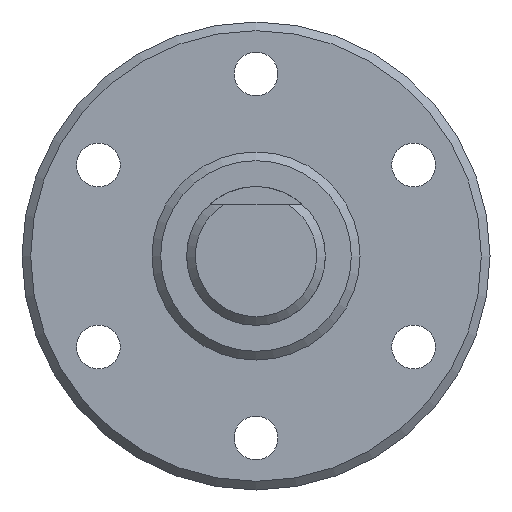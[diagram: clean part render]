
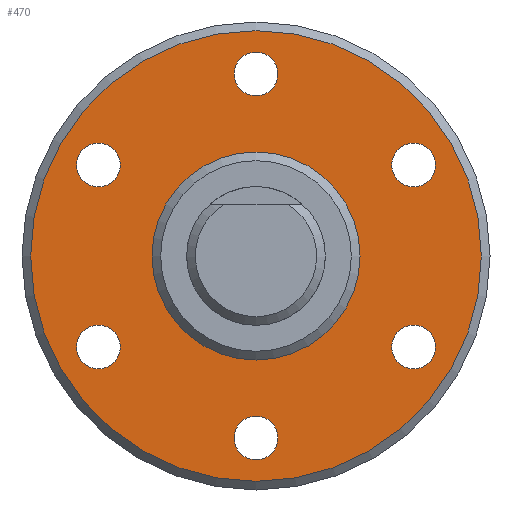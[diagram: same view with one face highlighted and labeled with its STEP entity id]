
A CAD part, left-side view. The second image highlights one B-rep face of the part: STEP entity #470.
In plain terms, the highlighted planar face has unit normal (-1, 0, 0).
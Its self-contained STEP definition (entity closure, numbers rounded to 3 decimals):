
#16=FACE_BOUND('',#98,.T.);
#17=FACE_BOUND('',#99,.T.);
#18=FACE_BOUND('',#100,.T.);
#19=FACE_BOUND('',#101,.T.);
#20=FACE_BOUND('',#102,.T.);
#21=FACE_BOUND('',#103,.T.);
#22=FACE_BOUND('',#104,.T.);
#45=PLANE('',#539);
#67=FACE_OUTER_BOUND('',#97,.T.);
#97=EDGE_LOOP('',(#385));
#98=EDGE_LOOP('',(#386));
#99=EDGE_LOOP('',(#387));
#100=EDGE_LOOP('',(#388));
#101=EDGE_LOOP('',(#389));
#102=EDGE_LOOP('',(#390));
#103=EDGE_LOOP('',(#391));
#104=EDGE_LOOP('',(#392));
#171=CIRCLE('',#498,1.265);
#173=CIRCLE('',#501,1.265);
#175=CIRCLE('',#504,1.265);
#177=CIRCLE('',#507,1.265);
#179=CIRCLE('',#510,1.265);
#181=CIRCLE('',#513,1.265);
#191=CIRCLE('',#530,6.);
#192=CIRCLE('',#533,13.);
#210=VERTEX_POINT('',#727);
#212=VERTEX_POINT('',#733);
#214=VERTEX_POINT('',#739);
#216=VERTEX_POINT('',#745);
#218=VERTEX_POINT('',#751);
#220=VERTEX_POINT('',#757);
#233=VERTEX_POINT('',#800);
#234=VERTEX_POINT('',#805);
#252=EDGE_CURVE('',#210,#210,#171,.T.);
#255=EDGE_CURVE('',#212,#212,#173,.T.);
#258=EDGE_CURVE('',#214,#214,#175,.T.);
#261=EDGE_CURVE('',#216,#216,#177,.T.);
#264=EDGE_CURVE('',#218,#218,#179,.T.);
#267=EDGE_CURVE('',#220,#220,#181,.T.);
#287=EDGE_CURVE('',#233,#233,#191,.T.);
#288=EDGE_CURVE('',#234,#234,#192,.T.);
#385=ORIENTED_EDGE('',*,*,#288,.F.);
#386=ORIENTED_EDGE('',*,*,#252,.T.);
#387=ORIENTED_EDGE('',*,*,#255,.T.);
#388=ORIENTED_EDGE('',*,*,#258,.T.);
#389=ORIENTED_EDGE('',*,*,#261,.T.);
#390=ORIENTED_EDGE('',*,*,#264,.T.);
#391=ORIENTED_EDGE('',*,*,#267,.T.);
#392=ORIENTED_EDGE('',*,*,#287,.F.);
#470=ADVANCED_FACE('',(#67,#16,#17,#18,#19,#20,#21,#22),#45,.T.);
#498=AXIS2_PLACEMENT_3D('',#728,#569,#570);
#501=AXIS2_PLACEMENT_3D('',#734,#576,#577);
#504=AXIS2_PLACEMENT_3D('',#740,#583,#584);
#507=AXIS2_PLACEMENT_3D('',#746,#590,#591);
#510=AXIS2_PLACEMENT_3D('',#752,#597,#598);
#513=AXIS2_PLACEMENT_3D('',#758,#604,#605);
#530=AXIS2_PLACEMENT_3D('',#802,#646,#647);
#533=AXIS2_PLACEMENT_3D('',#806,#652,#653);
#539=AXIS2_PLACEMENT_3D('',#818,#666,#667);
#569=DIRECTION('center_axis',(1.,0.,0.));
#570=DIRECTION('ref_axis',(0.,-0.5,0.866));
#576=DIRECTION('center_axis',(1.,0.,0.));
#577=DIRECTION('ref_axis',(0.,0.5,0.866));
#583=DIRECTION('center_axis',(1.,0.,0.));
#584=DIRECTION('ref_axis',(0.,1.,0.));
#590=DIRECTION('center_axis',(1.,0.,0.));
#591=DIRECTION('ref_axis',(0.,0.5,-0.866));
#597=DIRECTION('center_axis',(1.,0.,0.));
#598=DIRECTION('ref_axis',(0.,-0.5,-0.866));
#604=DIRECTION('center_axis',(1.,0.,0.));
#605=DIRECTION('ref_axis',(0.,-1.,0.));
#646=DIRECTION('center_axis',(-1.,0.,0.));
#647=DIRECTION('ref_axis',(0.,0.,1.));
#652=DIRECTION('center_axis',(1.,0.,0.));
#653=DIRECTION('ref_axis',(0.,0.,-1.));
#666=DIRECTION('center_axis',(-1.,0.,0.));
#667=DIRECTION('ref_axis',(0.,0.,1.));
#727=CARTESIAN_POINT('',(2.,9.726,4.155));
#728=CARTESIAN_POINT('Origin',(2.,9.093,5.25));
#733=CARTESIAN_POINT('',(2.,8.461,-6.345));
#734=CARTESIAN_POINT('Origin',(2.,9.093,-5.25));
#739=CARTESIAN_POINT('',(2.,-1.265,-10.5));
#740=CARTESIAN_POINT('Origin',(2.,0.,-10.5));
#745=CARTESIAN_POINT('',(2.,-9.726,-4.155));
#746=CARTESIAN_POINT('Origin',(2.,-9.093,-5.25));
#751=CARTESIAN_POINT('',(2.,-8.461,6.345));
#752=CARTESIAN_POINT('Origin',(2.,-9.093,5.25));
#757=CARTESIAN_POINT('',(2.,1.265,10.5));
#758=CARTESIAN_POINT('Origin',(2.,0.,10.5));
#800=CARTESIAN_POINT('',(2.,0.,-6.));
#802=CARTESIAN_POINT('Origin',(2.,0.,0.));
#805=CARTESIAN_POINT('',(2.,0.,13.));
#806=CARTESIAN_POINT('Origin',(2.,0.,0.));
#818=CARTESIAN_POINT('Origin',(2.,0.,6.));
